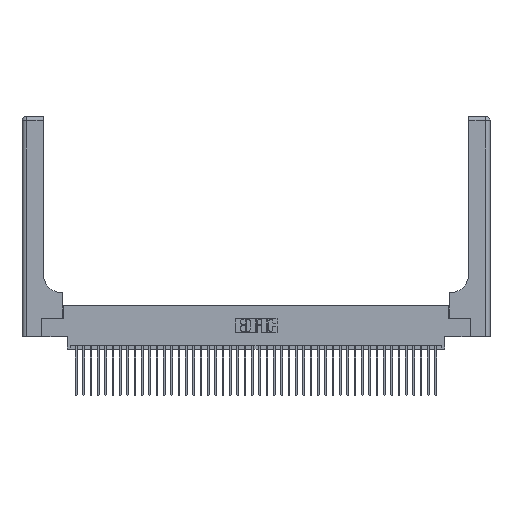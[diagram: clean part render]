
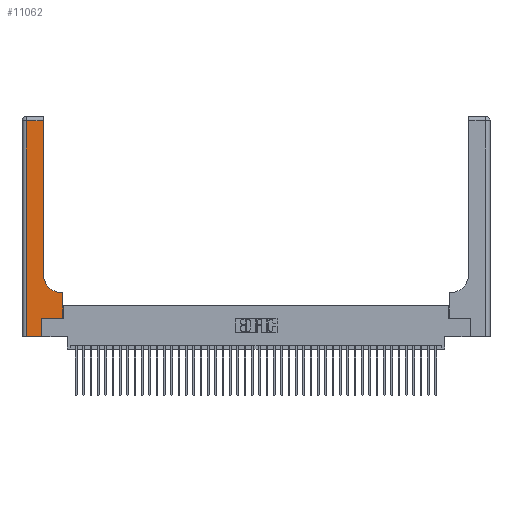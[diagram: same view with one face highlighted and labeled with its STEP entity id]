
A CAD part, top view. The second image highlights one B-rep face of the part: STEP entity #11062.
In plain terms, the highlighted planar face has unit normal (0, 0, 1).
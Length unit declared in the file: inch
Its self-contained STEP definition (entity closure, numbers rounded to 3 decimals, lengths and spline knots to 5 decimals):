
#481 = CARTESIAN_POINT ( 'NONE',  ( 0.06, 3., 0.37 ) ) ;
#824 = VECTOR ( 'NONE', #22187, 39.37008 ) ;
#2057 = DIRECTION ( 'NONE',  ( 0., 0., -1. ) ) ;
#2299 = VERTEX_POINT ( 'NONE', #43054 ) ;
#2992 = DIRECTION ( 'NONE',  ( -1., 0., 0. ) ) ;
#3841 = VERTEX_POINT ( 'NONE', #15721 ) ;
#3884 = ORIENTED_EDGE ( 'NONE', *, *, #25658, .T. ) ;
#3916 = CARTESIAN_POINT ( 'NONE',  ( 0.269, 0.25, 0.37 ) ) ;
#5481 = CARTESIAN_POINT ( 'NONE',  ( 0.2915, 0.85, 0.37 ) ) ;
#5847 = FACE_OUTER_BOUND ( 'NONE', #40110, .T. ) ;
#6152 = CARTESIAN_POINT ( 'NONE',  ( 0.06, 2.94, 0.37 ) ) ;
#6211 = LINE ( 'NONE', #6364, #36728 ) ;
#6364 = CARTESIAN_POINT ( 'NONE',  ( 0.269, 0., 0.37 ) ) ;
#6644 = VERTEX_POINT ( 'NONE', #8287 ) ;
#7213 = VERTEX_POINT ( 'NONE', #21782 ) ;
#7277 = EDGE_CURVE ( 'NONE', #42176, #28096, #16163, .T. ) ;
#7525 = VERTEX_POINT ( 'NONE', #3916 ) ;
#7884 = LINE ( 'NONE', #20292, #40502 ) ;
#8287 = CARTESIAN_POINT ( 'NONE',  ( 0.269, 0., 0.37 ) ) ;
#8364 = ORIENTED_EDGE ( 'NONE', *, *, #33237, .T. ) ;
#9850 = VECTOR ( 'NONE', #24092, 39.37008 ) ;
#10494 = EDGE_CURVE ( 'NONE', #29038, #15328, #35357, .T. ) ;
#10853 = LINE ( 'NONE', #481, #9850 ) ;
#11062 = ADVANCED_FACE ( 'NONE', ( #5847 ), #18895, .F. ) ;
#12700 = ORIENTED_EDGE ( 'NONE', *, *, #29507, .T. ) ;
#13354 = CARTESIAN_POINT ( 'NONE',  ( 0.5415, 0.6, 0.37 ) ) ;
#14588 = ORIENTED_EDGE ( 'NONE', *, *, #37119, .T. ) ;
#15218 = DIRECTION ( 'NONE',  ( 1., 0., 0. ) ) ;
#15328 = VERTEX_POINT ( 'NONE', #5481 ) ;
#15721 = CARTESIAN_POINT ( 'NONE',  ( 0.06, 0., 0.37 ) ) ;
#15931 = DIRECTION ( 'NONE',  ( -1., 0., 0. ) ) ;
#16163 = LINE ( 'NONE', #38820, #824 ) ;
#16367 = ORIENTED_EDGE ( 'NONE', *, *, #30757, .T. ) ;
#16387 = LINE ( 'NONE', #32495, #32195 ) ;
#16884 = DIRECTION ( 'NONE',  ( 0., 1., 0. ) ) ;
#18844 = DIRECTION ( 'NONE',  ( 0., 1., 0. ) ) ;
#18895 = PLANE ( 'NONE',  #21394 ) ;
#18975 = CARTESIAN_POINT ( 'NONE',  ( 0.2915, 2.94, 0.37 ) ) ;
#19105 = VECTOR ( 'NONE', #18844, 39.37008 ) ;
#19765 = CARTESIAN_POINT ( 'NONE',  ( 0.2915, 0.6, 0.37 ) ) ;
#20087 = DIRECTION ( 'NONE',  ( 0., 1., 0. ) ) ;
#20292 = CARTESIAN_POINT ( 'NONE',  ( 0.5585, 0.25, 0.37 ) ) ;
#21394 = AXIS2_PLACEMENT_3D ( 'NONE', #39102, #25990, #15931 ) ;
#21782 = CARTESIAN_POINT ( 'NONE',  ( 0.5585, 0.25, 0.37 ) ) ;
#21859 = VECTOR ( 'NONE', #2992, 39.37008 ) ;
#22002 = AXIS2_PLACEMENT_3D ( 'NONE', #22251, #2057, #25620 ) ;
#22187 = DIRECTION ( 'NONE',  ( -1., 0., 0. ) ) ;
#22251 = CARTESIAN_POINT ( 'NONE',  ( 0.5415, 0.85, 0.37 ) ) ;
#24092 = DIRECTION ( 'NONE',  ( 0., -1., 0. ) ) ;
#24705 = ORIENTED_EDGE ( 'NONE', *, *, #10494, .T. ) ;
#25620 = DIRECTION ( 'NONE',  ( 1., 0., 0. ) ) ;
#25658 = EDGE_CURVE ( 'NONE', #7525, #7213, #16387, .T. ) ;
#25889 = CARTESIAN_POINT ( 'NONE',  ( 0., 0., 0.37 ) ) ;
#25990 = DIRECTION ( 'NONE',  ( 0., 0., -1. ) ) ;
#28028 = LINE ( 'NONE', #39051, #19105 ) ;
#28096 = VERTEX_POINT ( 'NONE', #6152 ) ;
#29038 = VERTEX_POINT ( 'NONE', #13354 ) ;
#29138 = VECTOR ( 'NONE', #15218, 39.37008 ) ;
#29507 = EDGE_CURVE ( 'NONE', #3841, #6644, #38496, .T. ) ;
#30757 = EDGE_CURVE ( 'NONE', #15328, #42176, #28028, .T. ) ;
#31668 = ORIENTED_EDGE ( 'NONE', *, *, #7277, .T. ) ;
#32195 = VECTOR ( 'NONE', #35829, 39.37008 ) ;
#32495 = CARTESIAN_POINT ( 'NONE',  ( 0.269, 0.25, 0.37 ) ) ;
#33237 = EDGE_CURVE ( 'NONE', #6644, #7525, #6211, .T. ) ;
#34972 = EDGE_CURVE ( 'NONE', #7213, #2299, #7884, .T. ) ;
#35357 = CIRCLE ( 'NONE', #22002, 0.25 ) ;
#35829 = DIRECTION ( 'NONE',  ( 1., 0., 0. ) ) ;
#36728 = VECTOR ( 'NONE', #20087, 39.37008 ) ;
#37119 = EDGE_CURVE ( 'NONE', #28096, #3841, #10853, .T. ) ;
#37207 = ORIENTED_EDGE ( 'NONE', *, *, #34972, .T. ) ;
#37753 = ORIENTED_EDGE ( 'NONE', *, *, #41683, .T. ) ;
#38496 = LINE ( 'NONE', #25889, #29138 ) ;
#38820 = CARTESIAN_POINT ( 'NONE',  ( 0., 2.94, 0.37 ) ) ;
#39051 = CARTESIAN_POINT ( 'NONE',  ( 0.2915, 3., 0.37 ) ) ;
#39102 = CARTESIAN_POINT ( 'NONE',  ( 0., 3., 0.37 ) ) ;
#40110 = EDGE_LOOP ( 'NONE', ( #16367, #31668, #14588, #12700, #8364, #3884, #37207, #37753, #24705 ) ) ;
#40502 = VECTOR ( 'NONE', #16884, 39.37008 ) ;
#41171 = LINE ( 'NONE', #19765, #21859 ) ;
#41683 = EDGE_CURVE ( 'NONE', #2299, #29038, #41171, .T. ) ;
#42176 = VERTEX_POINT ( 'NONE', #18975 ) ;
#43054 = CARTESIAN_POINT ( 'NONE',  ( 0.5585, 0.6, 0.37 ) ) ;
